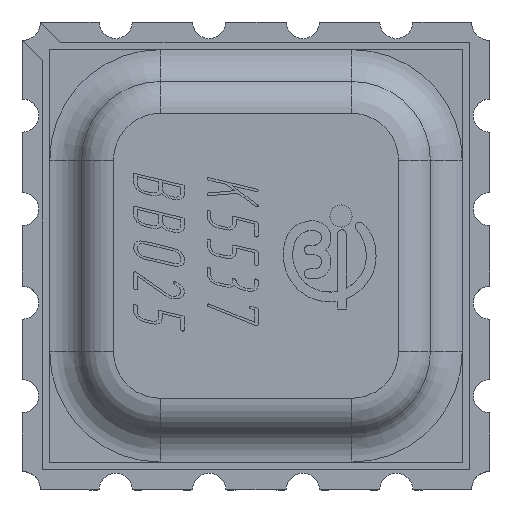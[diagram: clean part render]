
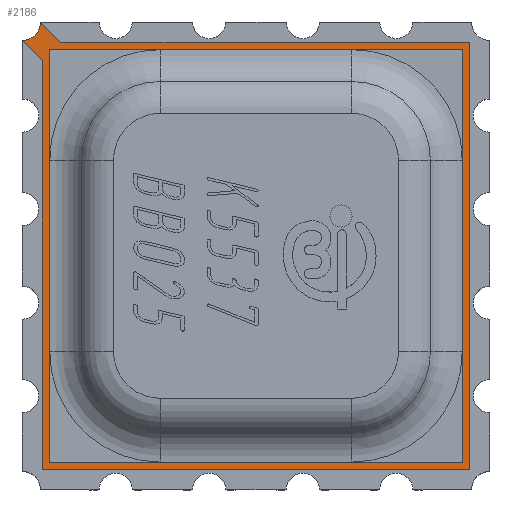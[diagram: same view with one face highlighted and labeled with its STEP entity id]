
A CAD part, top view. The second image highlights one B-rep face of the part: STEP entity #2186.
In plain terms, the highlighted planar face has unit normal (0, 0, 1).
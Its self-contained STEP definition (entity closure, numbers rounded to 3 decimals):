
#2186=ADVANCED_FACE('',(#9528),#9530,.T.);
#9528=FACE_BOUND('',#9529,.T.);
#9529=EDGE_LOOP('',(#15167,#15168,#15169,#15170,#15171,#15172,#15173));
#9530=PLANE('',#9531);
#9531=AXIS2_PLACEMENT_3D('',#9532,#9533,#9534);
#9532=CARTESIAN_POINT('',(0.,0.,1.8));
#9533=DIRECTION('',(0.,0.,1.));
#9534=DIRECTION('',(0.,-1.,0.));
#15167=ORIENTED_EDGE('',*,*,#19577,.T.);
#15168=ORIENTED_EDGE('',*,*,#19581,.T.);
#15169=ORIENTED_EDGE('',*,*,#19584,.T.);
#15170=ORIENTED_EDGE('',*,*,#19587,.T.);
#15171=ORIENTED_EDGE('',*,*,#19590,.T.);
#15172=ORIENTED_EDGE('',*,*,#19593,.T.);
#15173=ORIENTED_EDGE('',*,*,#19595,.T.);
#19577=EDGE_CURVE('',#22342,#22340,#22343,.T.);
#19581=EDGE_CURVE('',#22340,#22347,#22349,.T.);
#19584=EDGE_CURVE('',#22347,#22352,#22354,.T.);
#19587=EDGE_CURVE('',#22352,#22357,#22359,.T.);
#19590=EDGE_CURVE('',#22357,#22362,#22364,.T.);
#19593=EDGE_CURVE('',#22362,#22367,#22369,.T.);
#19595=EDGE_CURVE('',#22367,#22342,#22371,.T.);
#22340=VERTEX_POINT('',#27514);
#22342=VERTEX_POINT('',#27518);
#22343=LINE('',#27519,#27520);
#22347=VERTEX_POINT('',#27529);
#22349=LINE('',#27533,#27534);
#22352=VERTEX_POINT('',#27540);
#22354=LINE('',#27544,#27545);
#22357=VERTEX_POINT('',#27552);
#22359=CIRCLE('',#27556,0.25);
#22362=VERTEX_POINT('',#27564);
#22364=LINE('',#27568,#27569);
#22367=VERTEX_POINT('',#27575);
#22369=LINE('',#27579,#27580);
#22371=LINE('',#27585,#27586);
#27514=CARTESIAN_POINT('',(2.9,2.9,1.8));
#27518=CARTESIAN_POINT('',(2.9,-2.9,1.8));
#27519=CARTESIAN_POINT('',(2.9,-2.9,1.8));
#27520=VECTOR('',#27521,1.);
#27521=DIRECTION('',(0.,1.,0.));
#27529=CARTESIAN_POINT('',(-2.65,2.9,1.8));
#27533=CARTESIAN_POINT('',(2.9,2.9,1.8));
#27534=VECTOR('',#27535,1.);
#27535=DIRECTION('',(-1.,0.,0.));
#27540=CARTESIAN_POINT('',(-2.925,3.175,1.8));
#27544=CARTESIAN_POINT('',(-2.65,2.9,1.8));
#27545=VECTOR('',#27546,1.);
#27546=DIRECTION('',(-0.707,0.707,0.));
#27552=CARTESIAN_POINT('',(-3.175,2.925,1.8));
#27556=AXIS2_PLACEMENT_3D('',#27557,#27558,#27559);
#27557=CARTESIAN_POINT('',(-3.175,3.175,1.8));
#27558=DIRECTION('',(0.,0.,-1.));
#27559=DIRECTION('',(1.,0.,0.));
#27564=CARTESIAN_POINT('',(-2.9,2.65,1.8));
#27568=CARTESIAN_POINT('',(-3.175,2.925,1.8));
#27569=VECTOR('',#27570,1.);
#27570=DIRECTION('',(0.707,-0.707,0.));
#27575=CARTESIAN_POINT('',(-2.9,-2.9,1.8));
#27579=CARTESIAN_POINT('',(-2.9,2.65,1.8));
#27580=VECTOR('',#27581,1.);
#27581=DIRECTION('',(0.,-1.,0.));
#27585=CARTESIAN_POINT('',(-2.9,-2.9,1.8));
#27586=VECTOR('',#27587,1.);
#27587=DIRECTION('',(1.,0.,0.));
